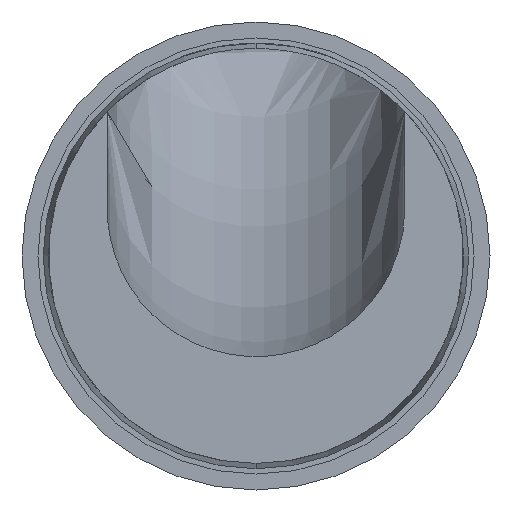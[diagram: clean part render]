
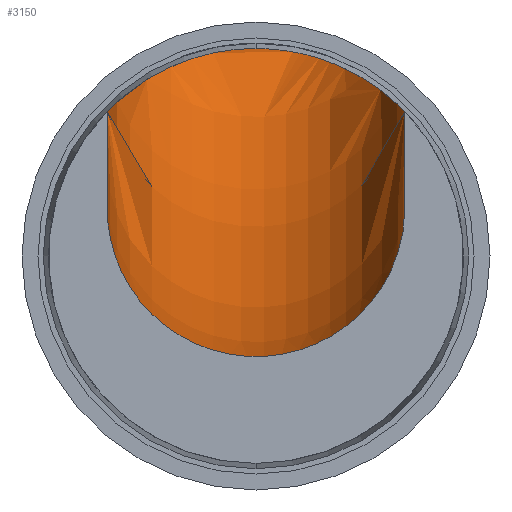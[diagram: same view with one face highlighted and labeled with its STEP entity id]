
A CAD part, front view. The second image highlights one B-rep face of the part: STEP entity #3150.
In plain terms, the highlighted toroidal (fillet/blend) face has major radius 9.3 mm and minor radius 0.7 mm.
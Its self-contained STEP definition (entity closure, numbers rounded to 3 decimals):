
#22 = CARTESIAN_POINT ( 'NONE',  ( -0.7, -30.118, 0.679 ) ) ;
#209 = CARTESIAN_POINT ( 'NONE',  ( 0.499, -28.65, 0.842 ) ) ;
#224 = CARTESIAN_POINT ( 'NONE',  ( 0.378, -28.357, 0.9 ) ) ;
#271 = CARTESIAN_POINT ( 'NONE',  ( 0.196, -28.096, 0.956 ) ) ;
#316 = DIRECTION ( 'NONE',  ( -1., 0., 0. ) ) ;
#318 = CARTESIAN_POINT ( 'NONE',  ( -0.378, -28.356, 0.9 ) ) ;
#465 = EDGE_CURVE ( 'Defeature ausgef�hrt2_3+Defeature ausgef�hrt2_11+Defeature ausgef�hrt2_10+Defeature ausgef�hrt2_12', #619, #1412, #1030, .T. ) ;
#542 = AXIS2_PLACEMENT_3D ( 'NONE', #3375, #316, #2874 ) ;
#575 = AXIS2_PLACEMENT_3D ( 'NONE', #1577, #3552, #1010 ) ;
#619 = VERTEX_POINT ( 'NONE', #2075 ) ;
#622 = ORIENTED_EDGE ( 'NONE', *, *, #754, .F. ) ;
#631 = CARTESIAN_POINT ( 'NONE',  ( -0.195, -28.095, 0.956 ) ) ;
#754 = EDGE_CURVE ( 'Defeature ausgef�hrt2_12+Defeature ausgef�hrt2_11+Defeature ausgef�hrt2_3+Defeature ausgef�hrt2_2', #2451, #919, #1423, .T. ) ;
#776 = CARTESIAN_POINT ( 'NONE',  ( 0.629, -29.27, 0.747 ) ) ;
#783 = CARTESIAN_POINT ( 'NONE',  ( 0.365, -33., -0.398 ) ) ;
#840 = CARTESIAN_POINT ( 'NONE',  ( -0.7, -33., 0.227 ) ) ;
#853 = CARTESIAN_POINT ( 'NONE',  ( -0.7, -33.2, 9.525 ) ) ;
#918 = CARTESIAN_POINT ( 'NONE',  ( -0.107, -28.035, 0.97 ) ) ;
#919 = VERTEX_POINT ( 'NONE', #1274 ) ;
#1010 = DIRECTION ( 'NONE',  ( 0., 0., 1. ) ) ;
#1030 = B_SPLINE_CURVE_WITH_KNOTS ( 'NONE', 3,
 ( #3093, #22, #2833, #2784, #1147, #3105, #3389, #318, #2261, #2296, #631, #918, #3155, #1457 ),
 .UNSPECIFIED., .F., .F.,
 ( 4, 2, 2, 2, 2, 2, 4 ),
 ( 0.002, 0.003, 0.004, 0.004, 0.005, 0.005, 0.005 ),
 .UNSPECIFIED. ) ;
#1055 = CARTESIAN_POINT ( 'NONE',  ( -0.183, -33., -0.473 ) ) ;
#1087 = CARTESIAN_POINT ( 'NONE',  ( 0.7, -30.331, 0.679 ) ) ;
#1093 = CARTESIAN_POINT ( 'NONE',  ( -0.56, -33., -0.202 ) ) ;
#1119 = DIRECTION ( 'NONE',  ( 0., 0., 1. ) ) ;
#1147 = CARTESIAN_POINT ( 'NONE',  ( -0.629, -29.271, 0.747 ) ) ;
#1274 = CARTESIAN_POINT ( 'NONE',  ( 0.7, -33., 0.227 ) ) ;
#1362 = CARTESIAN_POINT ( 'NONE',  ( -0.682, -33., 0.044 ) ) ;
#1389 = CARTESIAN_POINT ( 'NONE',  ( 0., -28.014, 0.975 ) ) ;
#1412 = VERTEX_POINT ( 'NONE', #1490 ) ;
#1423 = CIRCLE ( 'NONE', #575, 9.3 ) ;
#1457 = CARTESIAN_POINT ( 'NONE',  ( 0., -28.014, 0.975 ) ) ;
#1490 = CARTESIAN_POINT ( 'NONE',  ( 0., -28.014, 0.975 ) ) ;
#1509 = EDGE_LOOP ( 'NONE', ( #622, #3168, #1739, #3457, #2368 ) ) ;
#1577 = CARTESIAN_POINT ( 'NONE',  ( 0.7, -33.2, 9.525 ) ) ;
#1622 = CARTESIAN_POINT ( 'NONE',  ( 0.107, -28.035, 0.97 ) ) ;
#1630 = EDGE_CURVE ( 'Defeature ausgef�hrt2_2+Defeature ausgef�hrt2_11+Defeature ausgef�hrt2_12+Defeature ausgef�hrt2_10', #919, #3122, #2802, .T. ) ;
#1660 = DIRECTION ( 'NONE',  ( -1., 0., 0. ) ) ;
#1707 = EDGE_CURVE ( 'Defeature ausgef�hrt2_3+Defeature ausgef�hrt2_11+Defeature ausgef�hrt2_10+Defeature ausgef�hrt2_12', #1412, #2451, #1974, .T. ) ;
#1739 = ORIENTED_EDGE ( 'NONE', *, *, #465, .F. ) ;
#1860 = CARTESIAN_POINT ( 'NONE',  ( 0.7, -30.331, 0.679 ) ) ;
#1902 = CARTESIAN_POINT ( 'NONE',  ( 0.7, -30.118, 0.679 ) ) ;
#1928 = EDGE_CURVE ( 'Defeature ausgef�hrt2_11+Defeature ausgef�hrt2_10+Defeature ausgef�hrt2_3+Defeature ausgef�hrt2_2', #619, #3122, #3218, .T. ) ;
#1974 = B_SPLINE_CURVE_WITH_KNOTS ( 'NONE', 3,
 ( #1389, #2494, #1622, #271, #3305, #2160, #224, #209, #2716, #776, #3020, #2990, #1902, #1087 ),
 .UNSPECIFIED., .F., .F.,
 ( 4, 2, 2, 2, 2, 2, 4 ),
 ( 0.005, 0.005, 0.005, 0.006, 0.006, 0.007, 0.007 ),
 .UNSPECIFIED. ) ;
#2075 = CARTESIAN_POINT ( 'NONE',  ( -0.7, -30.331, 0.679 ) ) ;
#2089 = FACE_OUTER_BOUND ( 'NONE', #1509, .T. ) ;
#2136 = CARTESIAN_POINT ( 'NONE',  ( 0.7, -33., 0.227 ) ) ;
#2160 = CARTESIAN_POINT ( 'NONE',  ( 0.331, -28.263, 0.92 ) ) ;
#2220 = CARTESIAN_POINT ( 'NONE',  ( -0.7, -33., 0.227 ) ) ;
#2261 = CARTESIAN_POINT ( 'NONE',  ( -0.33, -28.261, 0.92 ) ) ;
#2296 = CARTESIAN_POINT ( 'NONE',  ( -0.232, -28.135, 0.948 ) ) ;
#2368 = ORIENTED_EDGE ( 'NONE', *, *, #1630, .F. ) ;
#2447 = CARTESIAN_POINT ( 'NONE',  ( 0.56, -33., -0.202 ) ) ;
#2451 = VERTEX_POINT ( 'NONE', #1860 ) ;
#2494 = CARTESIAN_POINT ( 'NONE',  ( 0.055, -28.014, 0.975 ) ) ;
#2506 = CARTESIAN_POINT ( 'NONE',  ( -0.612, -33., -0.125 ) ) ;
#2546 = AXIS2_PLACEMENT_3D ( 'NONE', #853, #1660, #1119 ) ;
#2716 = CARTESIAN_POINT ( 'NONE',  ( 0.55, -28.856, 0.806 ) ) ;
#2738 = CARTESIAN_POINT ( 'NONE',  ( 0.183, -33., -0.473 ) ) ;
#2756 = CARTESIAN_POINT ( 'NONE',  ( 0.682, -33., 0.044 ) ) ;
#2784 = CARTESIAN_POINT ( 'NONE',  ( -0.656, -29.483, 0.722 ) ) ;
#2802 = B_SPLINE_CURVE_WITH_KNOTS ( 'NONE', 3,
 ( #2136, #3012, #2756, #2996, #2447, #783, #2738, #1055, #3337, #1093, #2506, #1362, #3032, #840 ),
 .UNSPECIFIED., .F., .F.,
 ( 4, 2, 2, 2, 2, 2, 4 ),
 ( 0.003, 0.003, 0.003, 0.004, 0.004, 0.005, 0.005 ),
 .UNSPECIFIED. ) ;
#2833 = CARTESIAN_POINT ( 'NONE',  ( -0.691, -29.906, 0.688 ) ) ;
#2874 = DIRECTION ( 'NONE',  ( 0., 0., 1. ) ) ;
#2990 = CARTESIAN_POINT ( 'NONE',  ( 0.691, -29.904, 0.688 ) ) ;
#2996 = CARTESIAN_POINT ( 'NONE',  ( 0.612, -33., -0.125 ) ) ;
#3012 = CARTESIAN_POINT ( 'NONE',  ( 0.7, -33., 0.136 ) ) ;
#3020 = CARTESIAN_POINT ( 'NONE',  ( 0.655, -29.48, 0.722 ) ) ;
#3032 = CARTESIAN_POINT ( 'NONE',  ( -0.7, -33., 0.136 ) ) ;
#3093 = CARTESIAN_POINT ( 'NONE',  ( -0.7, -30.331, 0.679 ) ) ;
#3105 = CARTESIAN_POINT ( 'NONE',  ( -0.55, -28.855, 0.807 ) ) ;
#3122 = VERTEX_POINT ( 'NONE', #2220 ) ;
#3150 = ADVANCED_FACE ( 'Defeature ausgef�hrt2_11', ( #2089 ), #3345, .F. ) ;
#3155 = CARTESIAN_POINT ( 'NONE',  ( -0.054, -28.014, 0.975 ) ) ;
#3168 = ORIENTED_EDGE ( 'NONE', *, *, #1707, .F. ) ;
#3218 = CIRCLE ( 'NONE', #2546, 9.3 ) ;
#3305 = CARTESIAN_POINT ( 'NONE',  ( 0.233, -28.135, 0.947 ) ) ;
#3337 = CARTESIAN_POINT ( 'NONE',  ( -0.364, -33., -0.399 ) ) ;
#3345 = TOROIDAL_SURFACE ( 'NONE', #542, 9.3, 0.7 ) ;
#3375 = CARTESIAN_POINT ( 'NONE',  ( 0., -33.2, 9.525 ) ) ;
#3389 = CARTESIAN_POINT ( 'NONE',  ( -0.499, -28.65, 0.842 ) ) ;
#3457 = ORIENTED_EDGE ( 'NONE', *, *, #1928, .T. ) ;
#3552 = DIRECTION ( 'NONE',  ( -1., 0., 0. ) ) ;
